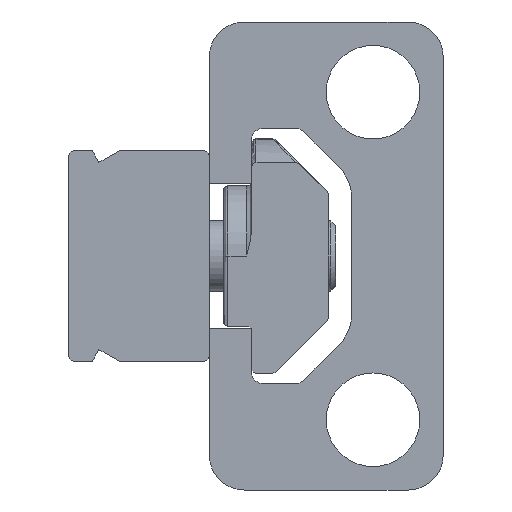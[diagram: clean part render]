
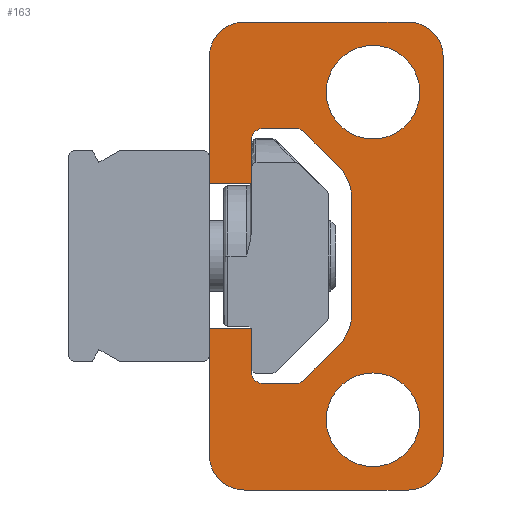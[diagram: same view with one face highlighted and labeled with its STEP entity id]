
A CAD part, left-side view. The second image highlights one B-rep face of the part: STEP entity #163.
In plain terms, the highlighted face is planar.
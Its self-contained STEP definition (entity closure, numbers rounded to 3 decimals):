
#44 = VERTEX_POINT('',#45);
#45 = CARTESIAN_POINT('',(7.,195.,-9.));
#63 = VERTEX_POINT('',#64);
#64 = CARTESIAN_POINT('',(7.,195.,-5.));
#70 = EDGE_CURVE('',#44,#63,#71,.T.);
#71 = CIRCLE('',#72,2.);
#72 = AXIS2_PLACEMENT_3D('',#73,#74,#75);
#73 = CARTESIAN_POINT('',(7.,195.,-7.));
#74 = DIRECTION('',(0.,1.,0.));
#75 = DIRECTION('',(0.,-0.,1.));
#86 = VERTEX_POINT('',#87);
#87 = CARTESIAN_POINT('',(-7.,195.,-9.));
#105 = VERTEX_POINT('',#106);
#106 = CARTESIAN_POINT('',(-7.,195.,-5.));
#112 = EDGE_CURVE('',#86,#105,#113,.T.);
#113 = CIRCLE('',#114,2.);
#114 = AXIS2_PLACEMENT_3D('',#115,#116,#117);
#115 = CARTESIAN_POINT('',(-7.,195.,-7.));
#116 = DIRECTION('',(0.,1.,0.));
#117 = DIRECTION('',(0.,-0.,1.));
#138 = VERTEX_POINT('',#139);
#139 = CARTESIAN_POINT('',(-3.1,195.,0.));
#145 = EDGE_CURVE('',#146,#138,#148,.T.);
#146 = VERTEX_POINT('',#147);
#147 = CARTESIAN_POINT('',(-8.5,195.,0.));
#148 = LINE('',#149,#150);
#149 = CARTESIAN_POINT('',(-8.5,195.,0.));
#150 = VECTOR('',#151,1.);
#151 = DIRECTION('',(1.,0.,0.));
#163 = ADVANCED_FACE('',(#164,#359,#369),#379,.T.);
#164 = FACE_BOUND('',#165,.T.);
#165 = EDGE_LOOP('',(#166,#176,#185,#193,#202,#210,#219,#227,#236,#244,
    #253,#261,#270,#278,#286,#294,#303,#311,#320,#328,#337,#345,#352,
    #353));
#166 = ORIENTED_EDGE('',*,*,#167,.F.);
#167 = EDGE_CURVE('',#168,#170,#172,.T.);
#168 = VERTEX_POINT('',#169);
#169 = CARTESIAN_POINT('',(-4.95,195.,-1.8));
#170 = VERTEX_POINT('',#171);
#171 = CARTESIAN_POINT('',(-3.1,195.,-1.8));
#172 = LINE('',#173,#174);
#173 = CARTESIAN_POINT('',(-5.45,195.,-1.8));
#174 = VECTOR('',#175,1.);
#175 = DIRECTION('',(1.,0.,0.));
#176 = ORIENTED_EDGE('',*,*,#177,.T.);
#177 = EDGE_CURVE('',#168,#178,#180,.T.);
#178 = VERTEX_POINT('',#179);
#179 = CARTESIAN_POINT('',(-5.45,195.,-2.3));
#180 = CIRCLE('',#181,0.5);
#181 = AXIS2_PLACEMENT_3D('',#182,#183,#184);
#182 = CARTESIAN_POINT('',(-4.95,195.,-2.3));
#183 = DIRECTION('',(0.,-1.,0.));
#184 = DIRECTION('',(0.,0.,1.));
#185 = ORIENTED_EDGE('',*,*,#186,.F.);
#186 = EDGE_CURVE('',#187,#178,#189,.T.);
#187 = VERTEX_POINT('',#188);
#188 = CARTESIAN_POINT('',(-5.45,195.,-3.693));
#189 = LINE('',#190,#191);
#190 = CARTESIAN_POINT('',(-5.45,195.,-3.9));
#191 = VECTOR('',#192,1.);
#192 = DIRECTION('',(0.,0.,1.));
#193 = ORIENTED_EDGE('',*,*,#194,.T.);
#194 = EDGE_CURVE('',#187,#195,#197,.T.);
#195 = VERTEX_POINT('',#196);
#196 = CARTESIAN_POINT('',(-5.304,195.,-4.046));
#197 = CIRCLE('',#198,0.5);
#198 = AXIS2_PLACEMENT_3D('',#199,#200,#201);
#199 = CARTESIAN_POINT('',(-4.95,195.,-3.693));
#200 = DIRECTION('',(0.,-1.,0.));
#201 = DIRECTION('',(0.,0.,1.));
#202 = ORIENTED_EDGE('',*,*,#203,.F.);
#203 = EDGE_CURVE('',#204,#195,#206,.T.);
#204 = VERTEX_POINT('',#205);
#205 = CARTESIAN_POINT('',(-3.836,195.,-5.514));
#206 = LINE('',#207,#208);
#207 = CARTESIAN_POINT('',(-5.45,195.,-3.9));
#208 = VECTOR('',#209,1.);
#209 = DIRECTION('',(-0.707,-0.,0.707));
#210 = ORIENTED_EDGE('',*,*,#211,.T.);
#211 = EDGE_CURVE('',#204,#212,#214,.T.);
#212 = VERTEX_POINT('',#213);
#213 = CARTESIAN_POINT('',(-2.422,195.,-6.1));
#214 = CIRCLE('',#215,2.);
#215 = AXIS2_PLACEMENT_3D('',#216,#217,#218);
#216 = CARTESIAN_POINT('',(-2.422,195.,-4.1));
#217 = DIRECTION('',(-0.,-1.,0.));
#218 = DIRECTION('',(0.,-0.,1.));
#219 = ORIENTED_EDGE('',*,*,#220,.F.);
#220 = EDGE_CURVE('',#221,#212,#223,.T.);
#221 = VERTEX_POINT('',#222);
#222 = CARTESIAN_POINT('',(2.422,195.,-6.1));
#223 = LINE('',#224,#225);
#224 = CARTESIAN_POINT('',(-3.1,195.,-6.1));
#225 = VECTOR('',#226,1.);
#226 = DIRECTION('',(-1.,-0.,-0.));
#227 = ORIENTED_EDGE('',*,*,#228,.T.);
#228 = EDGE_CURVE('',#221,#229,#231,.T.);
#229 = VERTEX_POINT('',#230);
#230 = CARTESIAN_POINT('',(3.836,195.,-5.514));
#231 = CIRCLE('',#232,2.);
#232 = AXIS2_PLACEMENT_3D('',#233,#234,#235);
#233 = CARTESIAN_POINT('',(2.422,195.,-4.1));
#234 = DIRECTION('',(0.,-1.,0.));
#235 = DIRECTION('',(0.,0.,1.));
#236 = ORIENTED_EDGE('',*,*,#237,.F.);
#237 = EDGE_CURVE('',#238,#229,#240,.T.);
#238 = VERTEX_POINT('',#239);
#239 = CARTESIAN_POINT('',(5.304,195.,-4.046));
#240 = LINE('',#241,#242);
#241 = CARTESIAN_POINT('',(3.25,195.,-6.1));
#242 = VECTOR('',#243,1.);
#243 = DIRECTION('',(-0.707,-0.,-0.707));
#244 = ORIENTED_EDGE('',*,*,#245,.T.);
#245 = EDGE_CURVE('',#238,#246,#248,.T.);
#246 = VERTEX_POINT('',#247);
#247 = CARTESIAN_POINT('',(5.45,195.,-3.693));
#248 = CIRCLE('',#249,0.5);
#249 = AXIS2_PLACEMENT_3D('',#250,#251,#252);
#250 = CARTESIAN_POINT('',(4.95,195.,-3.693));
#251 = DIRECTION('',(-0.,-1.,0.));
#252 = DIRECTION('',(0.,-0.,1.));
#253 = ORIENTED_EDGE('',*,*,#254,.F.);
#254 = EDGE_CURVE('',#255,#246,#257,.T.);
#255 = VERTEX_POINT('',#256);
#256 = CARTESIAN_POINT('',(5.45,195.,-2.3));
#257 = LINE('',#258,#259);
#258 = CARTESIAN_POINT('',(5.45,195.,-3.9));
#259 = VECTOR('',#260,1.);
#260 = DIRECTION('',(-0.,-0.,-1.));
#261 = ORIENTED_EDGE('',*,*,#262,.T.);
#262 = EDGE_CURVE('',#255,#263,#265,.T.);
#263 = VERTEX_POINT('',#264);
#264 = CARTESIAN_POINT('',(4.95,195.,-1.8));
#265 = CIRCLE('',#266,0.5);
#266 = AXIS2_PLACEMENT_3D('',#267,#268,#269);
#267 = CARTESIAN_POINT('',(4.95,195.,-2.3));
#268 = DIRECTION('',(0.,-1.,0.));
#269 = DIRECTION('',(0.,0.,1.));
#270 = ORIENTED_EDGE('',*,*,#271,.F.);
#271 = EDGE_CURVE('',#272,#263,#274,.T.);
#272 = VERTEX_POINT('',#273);
#273 = CARTESIAN_POINT('',(3.1,195.,-1.8));
#274 = LINE('',#275,#276);
#275 = CARTESIAN_POINT('',(-5.45,195.,-1.8));
#276 = VECTOR('',#277,1.);
#277 = DIRECTION('',(1.,0.,0.));
#278 = ORIENTED_EDGE('',*,*,#279,.F.);
#279 = EDGE_CURVE('',#280,#272,#282,.T.);
#280 = VERTEX_POINT('',#281);
#281 = CARTESIAN_POINT('',(3.1,195.,0.));
#282 = LINE('',#283,#284);
#283 = CARTESIAN_POINT('',(3.1,195.,-6.1));
#284 = VECTOR('',#285,1.);
#285 = DIRECTION('',(0.,-0.,-1.));
#286 = ORIENTED_EDGE('',*,*,#287,.T.);
#287 = EDGE_CURVE('',#280,#288,#290,.T.);
#288 = VERTEX_POINT('',#289);
#289 = CARTESIAN_POINT('',(8.5,195.,-0.));
#290 = LINE('',#291,#292);
#291 = CARTESIAN_POINT('',(-8.5,195.,0.));
#292 = VECTOR('',#293,1.);
#293 = DIRECTION('',(1.,0.,0.));
#294 = ORIENTED_EDGE('',*,*,#295,.T.);
#295 = EDGE_CURVE('',#288,#296,#298,.T.);
#296 = VERTEX_POINT('',#297);
#297 = CARTESIAN_POINT('',(10.,195.,-1.5));
#298 = CIRCLE('',#299,1.5);
#299 = AXIS2_PLACEMENT_3D('',#300,#301,#302);
#300 = CARTESIAN_POINT('',(8.5,195.,-1.5));
#301 = DIRECTION('',(0.,1.,0.));
#302 = DIRECTION('',(0.,-0.,1.));
#303 = ORIENTED_EDGE('',*,*,#304,.T.);
#304 = EDGE_CURVE('',#296,#305,#307,.T.);
#305 = VERTEX_POINT('',#306);
#306 = CARTESIAN_POINT('',(10.,195.,-8.5));
#307 = LINE('',#308,#309);
#308 = CARTESIAN_POINT('',(10.,195.,-8.5));
#309 = VECTOR('',#310,1.);
#310 = DIRECTION('',(-0.,-0.,-1.));
#311 = ORIENTED_EDGE('',*,*,#312,.T.);
#312 = EDGE_CURVE('',#305,#313,#315,.T.);
#313 = VERTEX_POINT('',#314);
#314 = CARTESIAN_POINT('',(8.5,195.,-10.));
#315 = CIRCLE('',#316,1.5);
#316 = AXIS2_PLACEMENT_3D('',#317,#318,#319);
#317 = CARTESIAN_POINT('',(8.5,195.,-8.5));
#318 = DIRECTION('',(0.,1.,0.));
#319 = DIRECTION('',(0.,-0.,-1.));
#320 = ORIENTED_EDGE('',*,*,#321,.T.);
#321 = EDGE_CURVE('',#313,#322,#324,.T.);
#322 = VERTEX_POINT('',#323);
#323 = CARTESIAN_POINT('',(-8.5,195.,-10.));
#324 = LINE('',#325,#326);
#325 = CARTESIAN_POINT('',(-8.5,195.,-10.));
#326 = VECTOR('',#327,1.);
#327 = DIRECTION('',(-1.,-0.,-0.));
#328 = ORIENTED_EDGE('',*,*,#329,.T.);
#329 = EDGE_CURVE('',#322,#330,#332,.T.);
#330 = VERTEX_POINT('',#331);
#331 = CARTESIAN_POINT('',(-10.,195.,-8.5));
#332 = CIRCLE('',#333,1.5);
#333 = AXIS2_PLACEMENT_3D('',#334,#335,#336);
#334 = CARTESIAN_POINT('',(-8.5,195.,-8.5));
#335 = DIRECTION('',(0.,1.,0.));
#336 = DIRECTION('',(0.,-0.,1.));
#337 = ORIENTED_EDGE('',*,*,#338,.T.);
#338 = EDGE_CURVE('',#330,#339,#341,.T.);
#339 = VERTEX_POINT('',#340);
#340 = CARTESIAN_POINT('',(-10.,195.,-1.5));
#341 = LINE('',#342,#343);
#342 = CARTESIAN_POINT('',(-10.,195.,-8.5));
#343 = VECTOR('',#344,1.);
#344 = DIRECTION('',(0.,0.,1.));
#345 = ORIENTED_EDGE('',*,*,#346,.T.);
#346 = EDGE_CURVE('',#339,#146,#347,.T.);
#347 = CIRCLE('',#348,1.5);
#348 = AXIS2_PLACEMENT_3D('',#349,#350,#351);
#349 = CARTESIAN_POINT('',(-8.5,195.,-1.5));
#350 = DIRECTION('',(0.,1.,0.));
#351 = DIRECTION('',(0.,-0.,1.));
#352 = ORIENTED_EDGE('',*,*,#145,.T.);
#353 = ORIENTED_EDGE('',*,*,#354,.F.);
#354 = EDGE_CURVE('',#170,#138,#355,.T.);
#355 = LINE('',#356,#357);
#356 = CARTESIAN_POINT('',(-3.1,195.,-6.1));
#357 = VECTOR('',#358,1.);
#358 = DIRECTION('',(0.,0.,1.));
#359 = FACE_BOUND('',#360,.T.);
#360 = EDGE_LOOP('',(#361,#362));
#361 = ORIENTED_EDGE('',*,*,#112,.F.);
#362 = ORIENTED_EDGE('',*,*,#363,.F.);
#363 = EDGE_CURVE('',#105,#86,#364,.T.);
#364 = CIRCLE('',#365,2.);
#365 = AXIS2_PLACEMENT_3D('',#366,#367,#368);
#366 = CARTESIAN_POINT('',(-7.,195.,-7.));
#367 = DIRECTION('',(0.,1.,0.));
#368 = DIRECTION('',(0.,-0.,1.));
#369 = FACE_BOUND('',#370,.T.);
#370 = EDGE_LOOP('',(#371,#372));
#371 = ORIENTED_EDGE('',*,*,#70,.F.);
#372 = ORIENTED_EDGE('',*,*,#373,.F.);
#373 = EDGE_CURVE('',#63,#44,#374,.T.);
#374 = CIRCLE('',#375,2.);
#375 = AXIS2_PLACEMENT_3D('',#376,#377,#378);
#376 = CARTESIAN_POINT('',(7.,195.,-7.));
#377 = DIRECTION('',(0.,1.,0.));
#378 = DIRECTION('',(0.,-0.,1.));
#379 = PLANE('',#380);
#380 = AXIS2_PLACEMENT_3D('',#381,#382,#383);
#381 = CARTESIAN_POINT('',(-8.5,195.,-8.5));
#382 = DIRECTION('',(0.,1.,0.));
#383 = DIRECTION('',(0.,-0.,1.));
